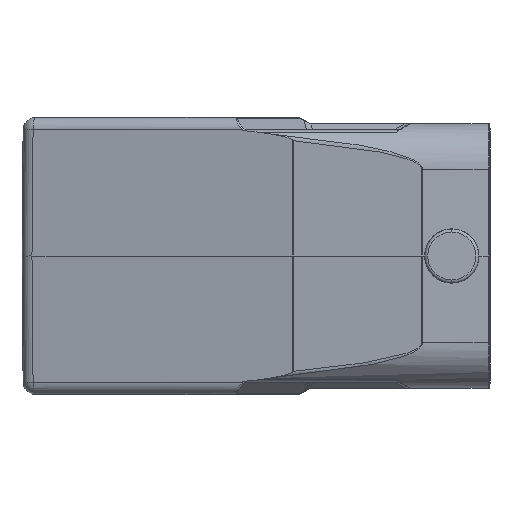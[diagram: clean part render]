
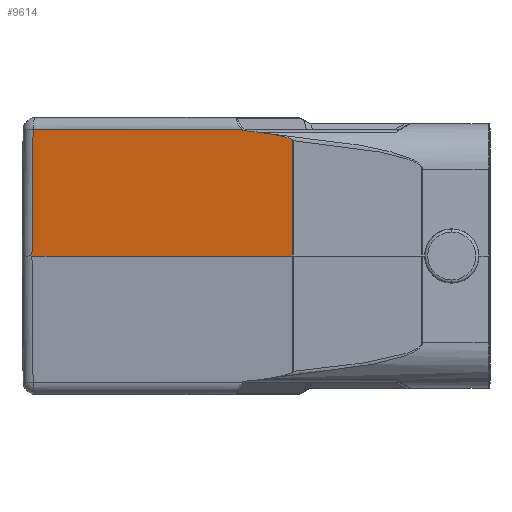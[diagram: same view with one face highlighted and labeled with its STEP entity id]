
A CAD part, left-side view. The second image highlights one B-rep face of the part: STEP entity #9614.
In plain terms, the highlighted planar face has unit normal (-0.982, 0.191, 0.009).
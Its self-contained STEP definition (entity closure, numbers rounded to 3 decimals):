
#143=DIRECTION('',(0.007,-0.009,1.));
#144=VECTOR('',#143,20.519);
#145=CARTESIAN_POINT('',(-36.514,42.382,
0.));
#146=LINE('',#145,#144);
#147=DIRECTION('',(-0.13,-0.634,-0.763));
#148=VECTOR('',#147,0.185);
#149=CARTESIAN_POINT('',(-42.957,8.295,20.517));
#150=LINE('',#149,#148);
#162=CARTESIAN_POINT('',(-43.44,5.83,20.136));
#163=CARTESIAN_POINT('',(-43.287,6.609,20.244));
#164=CARTESIAN_POINT('',(-43.134,7.393,20.32));
#165=CARTESIAN_POINT('',(-42.981,8.178,20.377));
#328=CARTESIAN_POINT('',(-43.861,3.676,19.818));
#329=CARTESIAN_POINT('',(-43.815,3.912,19.855));
#330=CARTESIAN_POINT('',(-43.724,4.38,19.928));
#331=CARTESIAN_POINT('',(-43.582,5.101,20.035));
#332=CARTESIAN_POINT('',(-43.487,5.586,20.103));
#333=CARTESIAN_POINT('',(-43.44,5.83,20.136));
#850=DIRECTION('',(0.191,0.982,0.));
#851=VECTOR('',#850,34.543);
#852=CARTESIAN_POINT('',(-42.957,8.295,20.517));
#853=LINE('',#852,#851);
#1198=DIRECTION('',(-0.191,-0.982,0.));
#1199=VECTOR('',#1198,43.124);
#1200=CARTESIAN_POINT('',(-36.514,42.382,
0.));
#1201=LINE('',#1200,#1199);
#1236=DIRECTION('',(0.009,-0.001,1.));
#1237=VECTOR('',#1236,18.832);
#1238=CARTESIAN_POINT('',(-44.742,0.05,
0.));
#1239=LINE('',#1238,#1237);
#1252=CARTESIAN_POINT('',(-44.58,0.023,
18.831));
#1253=CARTESIAN_POINT('',(-44.57,0.073,
18.886));
#1254=CARTESIAN_POINT('',(-44.543,0.206,
18.973));
#1255=CARTESIAN_POINT('',(-44.493,0.458,
19.084));
#1256=CARTESIAN_POINT('',(-44.425,0.804,
19.208));
#1257=CARTESIAN_POINT('',(-44.375,1.059,19.281));
#1258=CARTESIAN_POINT('',(-44.318,1.346,19.357));
#1259=CARTESIAN_POINT('',(-44.252,1.681,19.438));
#1260=CARTESIAN_POINT('',(-44.176,2.069,19.524));
#1261=CARTESIAN_POINT('',(-44.087,2.521,19.616));
#1262=CARTESIAN_POINT('',(-43.985,3.043,19.713));
#1263=CARTESIAN_POINT('',(-43.904,3.458,19.783));
#1264=CARTESIAN_POINT('',(-43.861,3.676,19.818));
#7956=VERTEX_POINT('',#162);
#7957=VERTEX_POINT('',#165);
#7958=VERTEX_POINT('',#328);
#7959=VERTEX_POINT('',#1252);
#7960=CARTESIAN_POINT('',(-44.742,0.05,
0.));
#7961=VERTEX_POINT('',#7960);
#7962=CARTESIAN_POINT('',(-36.514,42.382,
0.));
#7963=VERTEX_POINT('',#7962);
#7964=CARTESIAN_POINT('',(-36.366,42.203,20.517));
#7965=VERTEX_POINT('',#7964);
#7966=CARTESIAN_POINT('',(-42.957,8.295,20.517));
#7967=VERTEX_POINT('',#7966);
#9591=CARTESIAN_POINT('',(-46.119,-7.035,0.));
#9592=DIRECTION('',(-0.982,0.191,0.009));
#9593=DIRECTION('',(-0.191,-0.982,0.));
#9594=AXIS2_PLACEMENT_3D('',#9591,#9592,#9593);
#9595=PLANE('',#9594);
#9597=ORIENTED_EDGE('',*,*,#9596,.F.);
#9599=ORIENTED_EDGE('',*,*,#9598,.F.);
#9601=ORIENTED_EDGE('',*,*,#9600,.F.);
#9603=ORIENTED_EDGE('',*,*,#9602,.F.);
#9605=ORIENTED_EDGE('',*,*,#9604,.F.);
#9607=ORIENTED_EDGE('',*,*,#9606,.T.);
#9609=ORIENTED_EDGE('',*,*,#9608,.F.);
#9611=ORIENTED_EDGE('',*,*,#9610,.T.);
#9612=EDGE_LOOP('',(#9597,#9599,#9601,#9603,#9605,#9607,#9609,#9611));
#9613=FACE_OUTER_BOUND('',#9612,.F.);
#166=B_SPLINE_CURVE_WITH_KNOTS('',3,(#162,#163,#164,#165),.UNSPECIFIED.,.F.,.F.,
(4,4),(0.,1.),.UNSPECIFIED.);
#334=B_SPLINE_CURVE_WITH_KNOTS('',3,(#328,#329,#330,#331,#332,#333),
.UNSPECIFIED.,.F.,.F.,(4,1,1,4),(0.,0.333,0.667,1.),
.UNSPECIFIED.);
#1265=B_SPLINE_CURVE_WITH_KNOTS('',3,(#1252,#1253,#1254,#1255,#1256,#1257,#1258,
#1259,#1260,#1261,#1262,#1263,#1264),.UNSPECIFIED.,.F.,.F.,(4,1,1,1,1,1,1,1,1,1,
4),(0.,0.1,0.2,0.3,0.4,0.5,0.6,0.7,0.8,0.9,1.),
.UNSPECIFIED.);
#9596=EDGE_CURVE('',#7956,#7957,#166,.T.);
#9598=EDGE_CURVE('',#7958,#7956,#334,.T.);
#9600=EDGE_CURVE('',#7959,#7958,#1265,.T.);
#9602=EDGE_CURVE('',#7961,#7959,#1239,.T.);
#9604=EDGE_CURVE('',#7963,#7961,#1201,.T.);
#9606=EDGE_CURVE('',#7963,#7965,#146,.T.);
#9608=EDGE_CURVE('',#7967,#7965,#853,.T.);
#9610=EDGE_CURVE('',#7967,#7957,#150,.T.);
#9614=ADVANCED_FACE('',(#9613),#9595,.T.);
